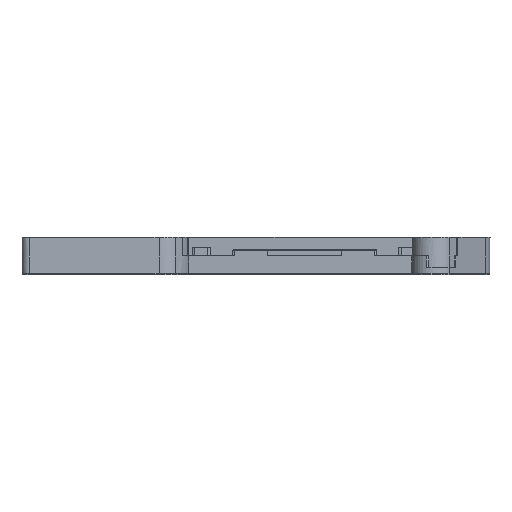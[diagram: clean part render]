
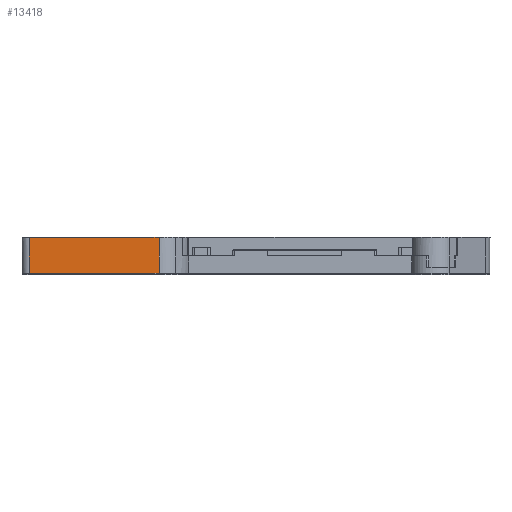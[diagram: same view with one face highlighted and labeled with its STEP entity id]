
A CAD part, front view. The second image highlights one B-rep face of the part: STEP entity #13418.
In plain terms, the highlighted planar face has unit normal (0, -1, 0).
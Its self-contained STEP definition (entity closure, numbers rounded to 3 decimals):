
#176 = EDGE_CURVE ( 'NONE', #7574, #18419, #13952, .T. ) ;
#332 = VECTOR ( 'NONE', #590, 1000. ) ;
#387 = CARTESIAN_POINT ( 'NONE',  ( -92.176, 0.552, 30.372 ) ) ;
#590 = DIRECTION ( 'NONE',  ( 0., 0., -1. ) ) ;
#721 = CARTESIAN_POINT ( 'NONE',  ( -108.234, 0.552, 30.372 ) ) ;
#810 = LINE ( 'NONE', #8549, #332 ) ;
#1642 = EDGE_CURVE ( 'NONE', #9672, #14681, #8258, .T. ) ;
#1899 = EDGE_CURVE ( 'NONE', #3705, #7574, #11260, .T. ) ;
#1988 = CARTESIAN_POINT ( 'NONE',  ( -90.139, 0.552, 30.372 ) ) ;
#2079 = EDGE_CURVE ( 'NONE', #11051, #3705, #810, .T. ) ;
#3042 = DIRECTION ( 'NONE',  ( -1., 0., 0. ) ) ;
#3163 = CARTESIAN_POINT ( 'NONE',  ( -123.958, 0.552, 25.372 ) ) ;
#3705 = VERTEX_POINT ( 'NONE', #12296 ) ;
#3793 = CARTESIAN_POINT ( 'NONE',  ( -92.176, 0.552, 30.372 ) ) ;
#3935 = FACE_OUTER_BOUND ( 'NONE', #8277, .T. ) ;
#4707 = CARTESIAN_POINT ( 'NONE',  ( -102.881, 0.552, 30.372 ) ) ;
#4756 = PLANE ( 'NONE',  #17236 ) ;
#4839 = CARTESIAN_POINT ( 'NONE',  ( -97.528, 0.552, 30.372 ) ) ;
#5201 = DIRECTION ( 'NONE',  ( 0., 0., 1. ) ) ;
#5335 = CARTESIAN_POINT ( 'NONE',  ( -92.176, 0.552, 30.372 ) ) ;
#6525 = CARTESIAN_POINT ( 'NONE',  ( -91.497, 0.552, 30.372 ) ) ;
#6542 = CARTESIAN_POINT ( 'NONE',  ( -108.234, 0.552, 25.372 ) ) ;
#7250 = VECTOR ( 'NONE', #3042, 1000. ) ;
#7574 = VERTEX_POINT ( 'NONE', #7609 ) ;
#7609 = CARTESIAN_POINT ( 'NONE',  ( -91.176, 0.552, 25.372 ) ) ;
#7889 = DIRECTION ( 'NONE',  ( 0., 1., 0. ) ) ;
#8213 = B_SPLINE_CURVE_WITH_KNOTS ( 'NONE', 3,
 ( #387, #6525, #11067, #1988 ),
 .UNSPECIFIED., .F., .F.,
 ( 4, 4 ),
 ( 0., 1. ),
 .UNSPECIFIED. ) ;
#8258 = B_SPLINE_CURVE_WITH_KNOTS ( 'NONE', 3,
 ( #18109, #4707, #4839, #5335 ),
 .UNSPECIFIED., .F., .F.,
 ( 4, 4 ),
 ( 0., 1. ),
 .UNSPECIFIED. ) ;
#8277 = EDGE_LOOP ( 'NONE', ( #14533, #9620, #12839, #14123, #17053, #13629 ) ) ;
#8549 = CARTESIAN_POINT ( 'NONE',  ( -90.139, 0.552, 30.422 ) ) ;
#9050 = EDGE_CURVE ( 'NONE', #18419, #9672, #14002, .T. ) ;
#9620 = ORIENTED_EDGE ( 'NONE', *, *, #176, .F. ) ;
#9672 = VERTEX_POINT ( 'NONE', #721 ) ;
#10953 = VECTOR ( 'NONE', #5201, 1000. ) ;
#11051 = VERTEX_POINT ( 'NONE', #19510 ) ;
#11067 = CARTESIAN_POINT ( 'NONE',  ( -90.818, 0.552, 30.372 ) ) ;
#11260 = LINE ( 'NONE', #3163, #7250 ) ;
#12296 = CARTESIAN_POINT ( 'NONE',  ( -90.139, 0.552, 25.372 ) ) ;
#12736 = CARTESIAN_POINT ( 'NONE',  ( -108.234, 0.552, 30.422 ) ) ;
#12839 = ORIENTED_EDGE ( 'NONE', *, *, #1899, .F. ) ;
#13418 = ADVANCED_FACE ( 'NONE', ( #3935 ), #4756, .F. ) ;
#13629 = ORIENTED_EDGE ( 'NONE', *, *, #1642, .F. ) ;
#13952 = LINE ( 'NONE', #14811, #17528 ) ;
#14002 = LINE ( 'NONE', #12736, #10953 ) ;
#14123 = ORIENTED_EDGE ( 'NONE', *, *, #2079, .F. ) ;
#14533 = ORIENTED_EDGE ( 'NONE', *, *, #9050, .F. ) ;
#14595 = EDGE_CURVE ( 'NONE', #14681, #11051, #8213, .T. ) ;
#14681 = VERTEX_POINT ( 'NONE', #3793 ) ;
#14811 = CARTESIAN_POINT ( 'NONE',  ( -95.291, 0.552, 25.372 ) ) ;
#16399 = DIRECTION ( 'NONE',  ( -1., 0., 0. ) ) ;
#16941 = CARTESIAN_POINT ( 'NONE',  ( -95.291, 0.552, 30.422 ) ) ;
#17053 = ORIENTED_EDGE ( 'NONE', *, *, #14595, .F. ) ;
#17236 = AXIS2_PLACEMENT_3D ( 'NONE', #16941, #7889, #18466 ) ;
#17528 = VECTOR ( 'NONE', #16399, 1000. ) ;
#18109 = CARTESIAN_POINT ( 'NONE',  ( -108.234, 0.552, 30.372 ) ) ;
#18419 = VERTEX_POINT ( 'NONE', #6542 ) ;
#18466 = DIRECTION ( 'NONE',  ( -1., 0., 0. ) ) ;
#19510 = CARTESIAN_POINT ( 'NONE',  ( -90.139, 0.552, 30.372 ) ) ;
